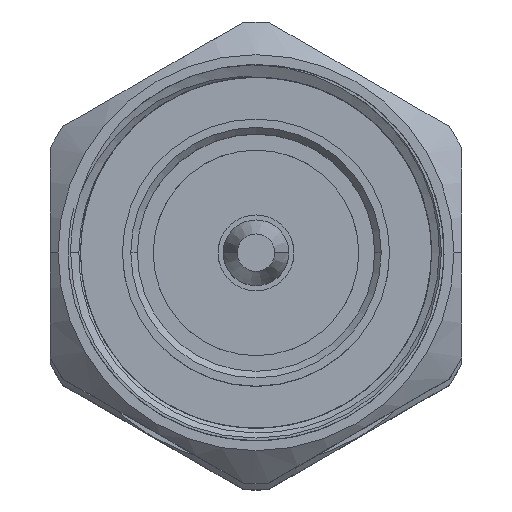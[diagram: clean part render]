
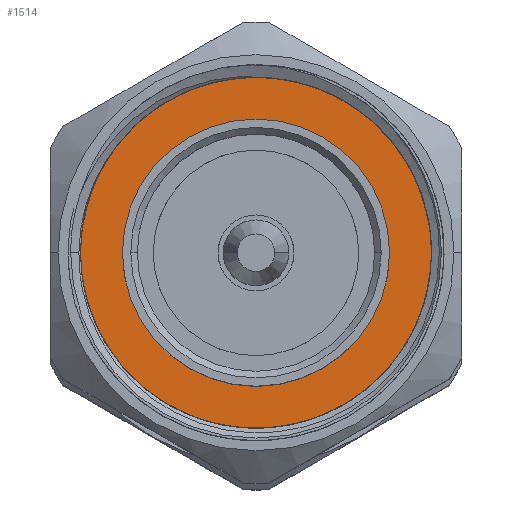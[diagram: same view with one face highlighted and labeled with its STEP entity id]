
A CAD part, top view. The second image highlights one B-rep face of the part: STEP entity #1514.
In plain terms, the highlighted face is planar.
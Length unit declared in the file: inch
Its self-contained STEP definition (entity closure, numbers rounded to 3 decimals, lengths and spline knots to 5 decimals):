
#191 = CARTESIAN_POINT ( 'NONE',  ( 0.39764, 0., -0.57237 ) ) ;
#211 = EDGE_CURVE ( 'NONE', #1037, #1440, #2486, .T. ) ;
#260 = AXIS2_PLACEMENT_3D ( 'NONE', #3087, #528, #1274 ) ;
#445 = EDGE_LOOP ( 'NONE', ( #4307, #1461 ) ) ;
#493 = DIRECTION ( 'NONE',  ( -1., 0., 0. ) ) ;
#528 = DIRECTION ( 'NONE',  ( -1., 0., 0. ) ) ;
#572 = CARTESIAN_POINT ( 'NONE',  ( 0.39764, 0., 0. ) ) ;
#584 = CIRCLE ( 'NONE', #4599, 0.40551 ) ;
#803 = DIRECTION ( 'NONE',  ( -1., 0., 0. ) ) ;
#899 = CARTESIAN_POINT ( 'NONE',  ( 0.39764, 0., 0.40551 ) ) ;
#949 = CIRCLE ( 'NONE', #2822, 0.57237 ) ;
#1037 = VERTEX_POINT ( 'NONE', #1326 ) ;
#1108 = CARTESIAN_POINT ( 'NONE',  ( 0.39764, 0., 0. ) ) ;
#1222 = DIRECTION ( 'NONE',  ( -1., 0., 0. ) ) ;
#1274 = DIRECTION ( 'NONE',  ( 0., 0., 1. ) ) ;
#1289 = PLANE ( 'NONE',  #2573 ) ;
#1326 = CARTESIAN_POINT ( 'NONE',  ( 0.39764, 0., -0.40551 ) ) ;
#1336 = CIRCLE ( 'NONE', #260, 0.57237 ) ;
#1440 = VERTEX_POINT ( 'NONE', #899 ) ;
#1461 = ORIENTED_EDGE ( 'NONE', *, *, #3997, .F. ) ;
#1514 = ADVANCED_FACE ( 'NONE', ( #2697, #2323 ), #1289, .T. ) ;
#1640 = ORIENTED_EDGE ( 'NONE', *, *, #2454, .T. ) ;
#2055 = ORIENTED_EDGE ( 'NONE', *, *, #2505, .T. ) ;
#2093 = DIRECTION ( 'NONE',  ( 0., 0., 1. ) ) ;
#2255 = DIRECTION ( 'NONE',  ( 0., 0., 1. ) ) ;
#2323 = FACE_BOUND ( 'NONE', #445, .T. ) ;
#2445 = VERTEX_POINT ( 'NONE', #191 ) ;
#2454 = EDGE_CURVE ( 'NONE', #2445, #3901, #1336, .T. ) ;
#2486 = CIRCLE ( 'NONE', #2951, 0.40551 ) ;
#2505 = EDGE_CURVE ( 'NONE', #3901, #2445, #949, .T. ) ;
#2573 = AXIS2_PLACEMENT_3D ( 'NONE', #4251, #493, #3435 ) ;
#2697 = FACE_OUTER_BOUND ( 'NONE', #3112, .T. ) ;
#2822 = AXIS2_PLACEMENT_3D ( 'NONE', #1108, #3936, #2093 ) ;
#2951 = AXIS2_PLACEMENT_3D ( 'NONE', #572, #1222, #3462 ) ;
#3015 = CARTESIAN_POINT ( 'NONE',  ( 0.39764, 0., 0. ) ) ;
#3087 = CARTESIAN_POINT ( 'NONE',  ( 0.39764, 0., 0. ) ) ;
#3112 = EDGE_LOOP ( 'NONE', ( #2055, #1640 ) ) ;
#3205 = CARTESIAN_POINT ( 'NONE',  ( 0.39764, 0., 0.57237 ) ) ;
#3435 = DIRECTION ( 'NONE',  ( 0., 0., 1. ) ) ;
#3462 = DIRECTION ( 'NONE',  ( 0., 0., 1. ) ) ;
#3901 = VERTEX_POINT ( 'NONE', #3205 ) ;
#3936 = DIRECTION ( 'NONE',  ( -1., 0., 0. ) ) ;
#3997 = EDGE_CURVE ( 'NONE', #1440, #1037, #584, .T. ) ;
#4251 = CARTESIAN_POINT ( 'NONE',  ( 0.39764, 0., 0. ) ) ;
#4307 = ORIENTED_EDGE ( 'NONE', *, *, #211, .F. ) ;
#4599 = AXIS2_PLACEMENT_3D ( 'NONE', #3015, #803, #2255 ) ;
